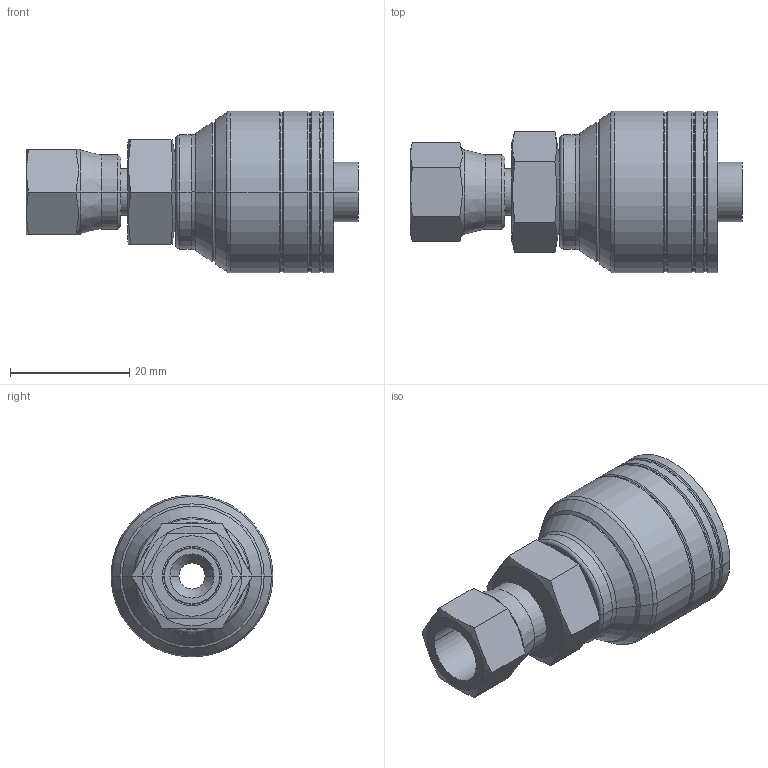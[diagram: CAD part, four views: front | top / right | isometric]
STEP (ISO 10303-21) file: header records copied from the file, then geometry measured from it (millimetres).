
FILE_DESCRIPTION((''),'2;1');
FILE_NAME('1AA4FJ6_ASM','2010-12-21T',('E5250511'),('Eaton Hydraulics Inc.'),'PRO/ENGINEER BY PARAMETRIC TECHNOLOGY CORPORATION, 2005170','PRO/ENGINEER BY PARAMETRIC TECHNOLOGY CORPORATION, 2005170','');
FILE_SCHEMA(('CONFIG_CONTROL_DESIGN'));
Length unit declared in the file: inch
Products named in the file (4): 1F40000A0406; 210204-4_CRIMP; 1A6_ORIGINAL_CRIMP; 1AA4FJ6_ASM
Assembly tree (3 placements, depth 2):
  1AA4FJ6_ASM
    1F40000A0406
    210204-4_CRIMP
    1A6_ORIGINAL_CRIMP
Bounding box: 55.57 x 27.1 x 27.1 mm (x, y, z)
Volume: 7775.1 mm3; surface area: 9186 mm2
Topology: 3 solids, 3 shells, 119 faces, 254 edges, 146 vertices
Faces by surface type: cone 48, cylinder 40, plane 23, torus 8
Entity records: 3532 total; most frequent: CARTESIAN_POINT 828, DIRECTION 594, ORIENTED_EDGE 508, EDGE_CURVE 254, AXIS2_PLACEMENT_3D 250, VERTEX_POINT 146, EDGE_LOOP 130, CIRCLE 124
